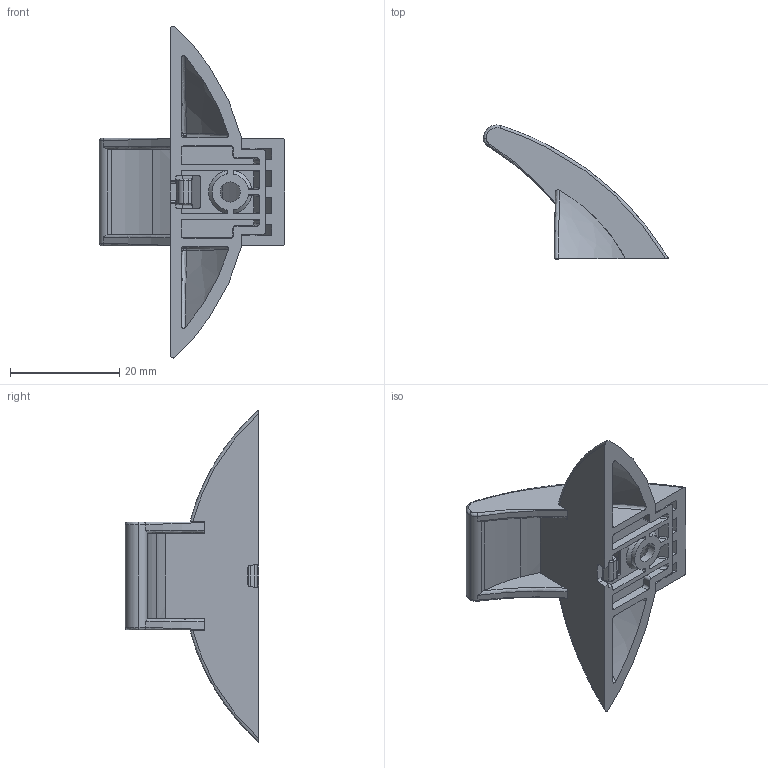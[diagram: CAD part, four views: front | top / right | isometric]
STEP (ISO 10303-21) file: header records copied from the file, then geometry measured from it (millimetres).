
FILE_DESCRIPTION(('Creo Elements/Direct Modeling STEP Export'),'2;1');
FILE_NAME('01020.stp','2024-04-17T11:42:24',(''),(''),'Creo Elements/Direct Modeling STEP processor for AP214 (Solid Model)','Creo Elements/Direct Modeling 20.0 12-Nov-2016 (C) Parametric Technology GmbH','');
FILE_SCHEMA(('AUTOMOTIVE_DESIGN { 1 0 10303 214 1 1 1 1 }'));
Length unit declared in the file: millimetre
Products named in the file (2): Hakenanschraubteil; Haken
Bounding box: 34 x 24.5 x 60.87 mm (x, y, z)
Volume: 5674.5 mm3; surface area: 6193.8 mm2
Topology: 2 solids, 2 shells, 330 faces, 888 edges, 566 vertices
Faces by surface type: plane 108, bspline 96, cylinder 75, extrusion 20, cone 19, torus 6, sphere 6
Entity records: 25109 total; most frequent: CARTESIAN_POINT 17921, ORIENTED_EDGE 1776, DIRECTION 1041, EDGE_CURVE 888, VERTEX_POINT 566, VECTOR 353, AXIS2_PLACEMENT_3D 344, EDGE_LOOP 338
